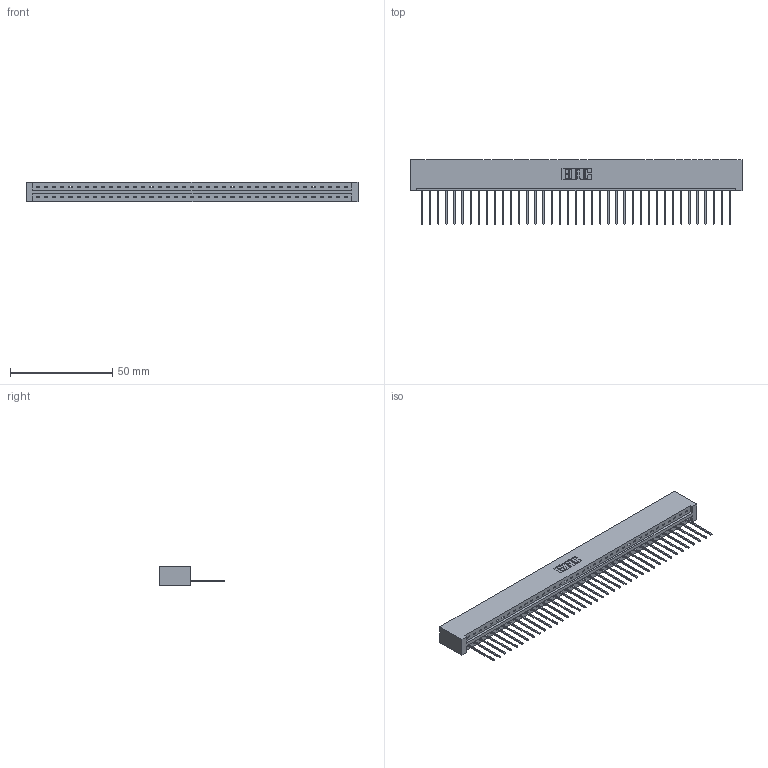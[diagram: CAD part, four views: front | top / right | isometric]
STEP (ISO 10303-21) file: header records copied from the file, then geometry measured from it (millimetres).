
FILE_DESCRIPTION (( 'STEP AP203' ), '1' );
FILE_NAME ('387-039-542-101.STEP', '2019-10-04T17:45:19', ( '' ), ( '' ), 'SwSTEP 2.0', 'SolidWorks 2016', '' );
FILE_SCHEMA (( 'CONFIG_CONTROL_DESIGN' ));
Length unit declared in the file: inch
Products named in the file (3): 387-039-542-101; 345-292-001_345-293-142; 337 Part_No Mounting Lugs
Assembly tree (40 placements, depth 2):
  387-039-542-101
    337 Part_No Mounting Lugs
    345-292-001_345-293-142  x39
Bounding box: 162.41 x 31.63 x 9.4 mm (x, y, z)
Volume: 17667.5 mm3; surface area: 18792.3 mm2
Topology: 40 solids, 40 shells, 2524 faces, 7619 edges, 5026 vertices
Faces by surface type: plane 1860, cylinder 664
Entity records: 29119 total; most frequent: CARTESIAN_POINT 5079, ORIENTED_EDGE 5054, DIRECTION 4273, EDGE_CURVE 2527, LINE 2407, VECTOR 2407, VERTEX_POINT 1682, AXIS2_PLACEMENT_3D 933
